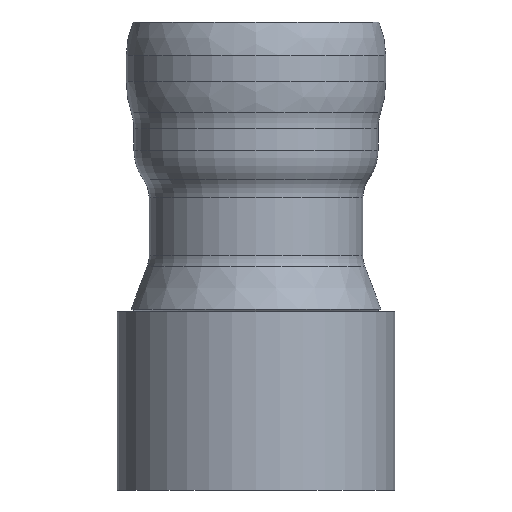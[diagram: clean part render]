
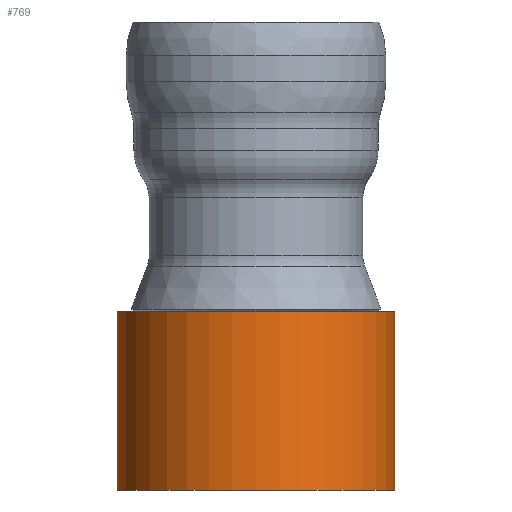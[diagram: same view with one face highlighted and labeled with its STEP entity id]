
A CAD part, front view. The second image highlights one B-rep face of the part: STEP entity #769.
In plain terms, the highlighted cylindrical face has radius 272.5 mm (diameter 545 mm), a full revolution.
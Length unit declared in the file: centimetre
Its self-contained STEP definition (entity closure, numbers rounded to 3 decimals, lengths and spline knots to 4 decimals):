
#96=LINE('',#1512,#131);
#131=VECTOR('',#1177,27.25);
#138=CYLINDRICAL_SURFACE('',#894,27.25);
#187=FACE_OUTER_BOUND('',#238,.T.);
#238=EDGE_LOOP('',(#713,#714,#715,#716));
#289=CIRCLE('',#842,27.25);
#315=CIRCLE('',#893,27.25);
#354=VERTEX_POINT('',#1408);
#380=VERTEX_POINT('',#1509);
#441=EDGE_CURVE('',#354,#354,#289,.T.);
#491=EDGE_CURVE('',#380,#380,#315,.T.);
#492=EDGE_CURVE('',#354,#380,#96,.T.);
#713=ORIENTED_EDGE('',*,*,#441,.F.);
#714=ORIENTED_EDGE('',*,*,#492,.T.);
#715=ORIENTED_EDGE('',*,*,#491,.T.);
#716=ORIENTED_EDGE('',*,*,#492,.F.);
#769=ADVANCED_FACE('',(#187),#138,.T.);
#842=AXIS2_PLACEMENT_3D('',#1409,#1047,#1048);
#893=AXIS2_PLACEMENT_3D('',#1510,#1173,#1174);
#894=AXIS2_PLACEMENT_3D('',#1511,#1175,#1176);
#1047=DIRECTION('center_axis',(0.,0.,-1.));
#1048=DIRECTION('ref_axis',(1.,0.,0.));
#1173=DIRECTION('center_axis',(0.,0.,-1.));
#1174=DIRECTION('ref_axis',(1.,0.,0.));
#1175=DIRECTION('center_axis',(0.,0.,-1.));
#1176=DIRECTION('ref_axis',(1.,0.,0.));
#1177=DIRECTION('',(0.,0.,1.));
#1408=CARTESIAN_POINT('',(348.1097,199.4834,-46.));
#1409=CARTESIAN_POINT('Origin',(375.3597,199.4834,-46.));
#1509=CARTESIAN_POINT('',(348.1097,199.4834,-11.));
#1510=CARTESIAN_POINT('Origin',(375.3597,199.4834,-11.));
#1511=CARTESIAN_POINT('Origin',(375.3597,199.4834,-28.5));
#1512=CARTESIAN_POINT('',(348.1097,199.4834,-28.5));
